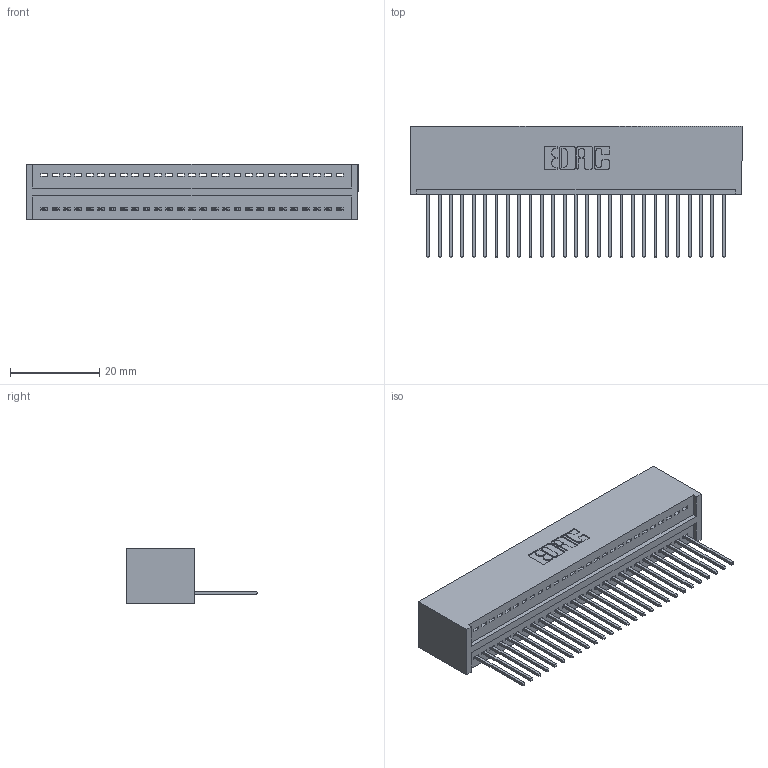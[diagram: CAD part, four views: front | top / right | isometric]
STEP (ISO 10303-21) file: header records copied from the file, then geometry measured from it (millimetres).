
FILE_DESCRIPTION (( 'STEP AP203' ), '1' );
FILE_NAME ('325-027-540-101.STEP', '2020-02-24T18:31:18', ( '' ), ( '' ), 'SwSTEP 2.0', 'SolidWorks 2016', '' );
FILE_SCHEMA (( 'CONFIG_CONTROL_DESIGN' ));
Length unit declared in the file: inch
Products named in the file (3): 325-027-540-101; 325 Part_Lugless; 325-292-001_325-293-140
Assembly tree (28 placements, depth 2):
  325-027-540-101
    325 Part_Lugless
    325-292-001_325-293-140  x27
Bounding box: 74.22 x 29.46 x 12.45 mm (x, y, z)
Volume: 9912.5 mm3; surface area: 11335.7 mm2
Topology: 28 solids, 28 shells, 1672 faces, 5039 edges, 3322 vertices
Faces by surface type: plane 1200, cylinder 472
Entity records: 18187 total; most frequent: CARTESIAN_POINT 3147, ORIENTED_EDGE 3110, DIRECTION 2677, EDGE_CURVE 1555, VECTOR 1435, LINE 1435, VERTEX_POINT 1034, AXIS2_PLACEMENT_3D 621
